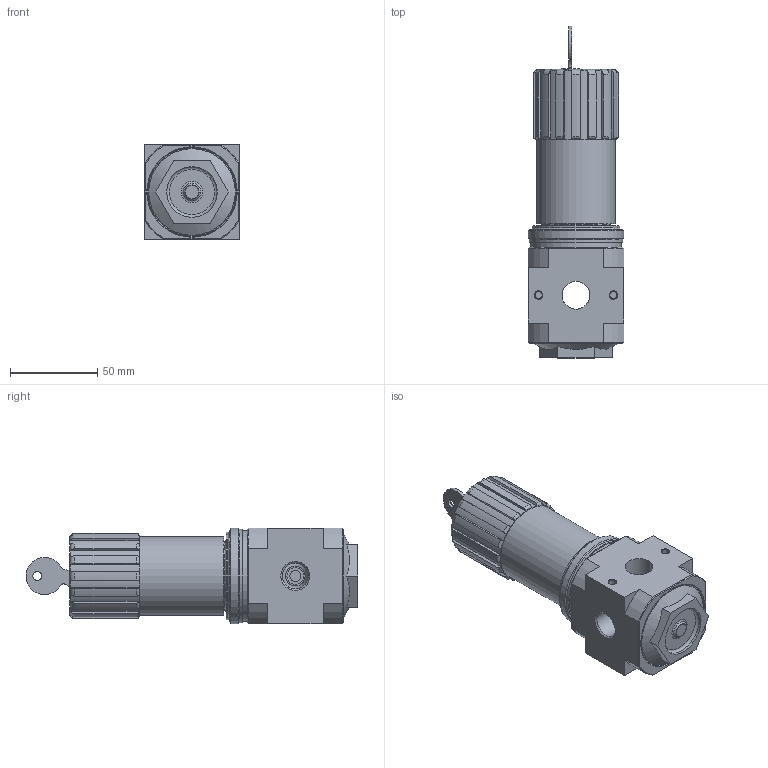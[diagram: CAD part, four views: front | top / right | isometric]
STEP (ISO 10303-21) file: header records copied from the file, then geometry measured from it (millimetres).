
FILE_DESCRIPTION(/* description */ ('STEP AP214'),/* implementation_level */ '2;1');
FILE_NAME(/* name */ '194687_LRBS-D-7-O-MIDI',/* time_stamp */ '2024-09-04T22:49:42+02:00',/* author */ ('License CC BY-ND 4.0'),/* organization */ ('CADENAS'),/* preprocessor_version */ 'ST-DEVELOPER v19.3',/* originating_system */ 'PARTsolutions',/* authorisation */ ' ');
FILE_SCHEMA (('AUTOMOTIVE_DESIGN {1 0 10303 214 3 1 1}'));
Length unit declared in the file: millimetre
Products named in the file (4): 194687 LRBS-D-7-O-MIDI; 646268 LRBS-D-7-MIDI; 398012 LRVS-D-MINI; 373846 LR-MIDI
Assembly tree (3 placements, depth 2):
  194687 LRBS-D-7-O-MIDI
    646268 LRBS-D-7-MIDI
    398012 LRVS-D-MINI
    373846 LR-MIDI
Bounding box: 55 x 190.7 x 55 mm (x, y, z)
Volume: 332590.3 mm3; surface area: 46096.5 mm2
Topology: 3 solids, 3 shells, 212 faces, 486 edges, 301 vertices
Faces by surface type: plane 94, cylinder 70, cone 26, torus 22
Full cylindrical faces by diameter (mm): 4.134 x4, 5.1 x1, 5.8 x1, 6.3 x1, 9.6 x1, 11.2 x1, 11.445 x1, 13.157 x1, 14.95 x1, 16 x1, 18.7 x1, 26.4 x1, 29 x1, 30.8 x1, 39 x1, 40 x1, 45.3 x1, 50.16 x1, 50.376 x1, 52 x1, 53.5 x1, 54.8 x1
Entity records: 7266 total; most frequent: CARTESIAN_POINT 1305, DIRECTION 961, ORIENTED_EDGE 862, EDGE_CURVE 431, AXIS2_PLACEMENT_3D 402, VERTEX_POINT 296, EDGE_LOOP 293, FACE_BOUND 293
